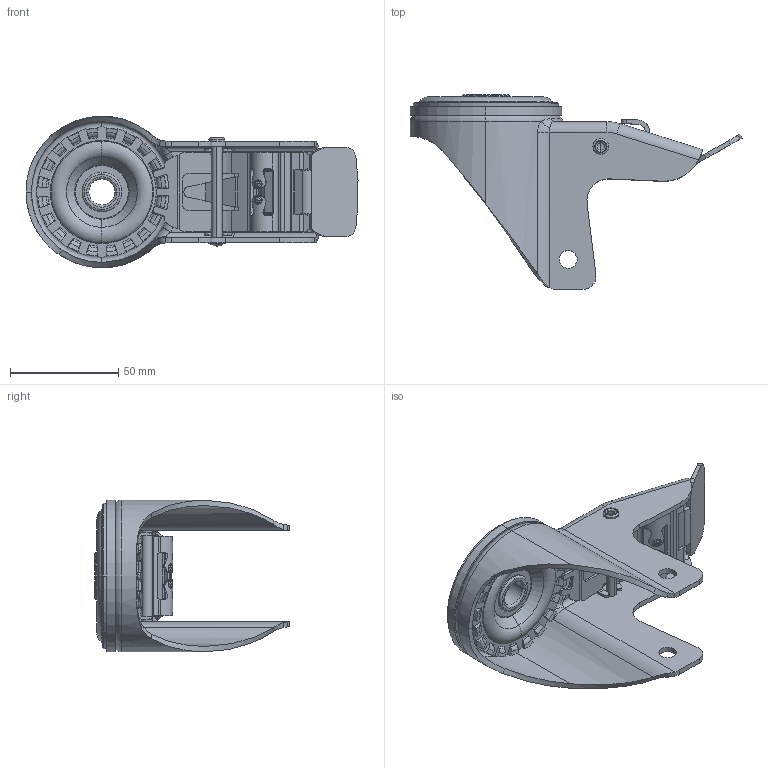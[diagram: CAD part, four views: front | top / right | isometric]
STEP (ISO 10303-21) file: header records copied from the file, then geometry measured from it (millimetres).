
FILE_DESCRIPTION (( 'STEP AP214' ), '1' );
FILE_NAME ('0055279.step', '2023-03-07T11:47:49', ( '' ), ( '' ), 'SwSTEP 2.0', 'SolidWorks 2020', '' );
FILE_SCHEMA (( 'AUTOMOTIVE_DESIGN' ));
Length unit declared in the file: millimetre
Products named in the file (1): 0055279
Bounding box: 153.13 x 89.8 x 70 mm (x, y, z)
Surface area: 50757.1 mm2 (no closed solid volume)
Topology: 0 solids, 10 shells, 428 faces, 1390 edges, 954 vertices
Faces by surface type: cylinder 134, plane 116, torus 81, cone 48, bspline 47, sphere 2
Entity records: 26304 total; most frequent: CARTESIAN_POINT 10329, ORIENTED_EDGE 2272, DIRECTION 2159, EDGE_CURVE 1390, VERTEX_POINT 954, AXIS2_PLACEMENT_3D 832, VECTOR 495, LINE 495
